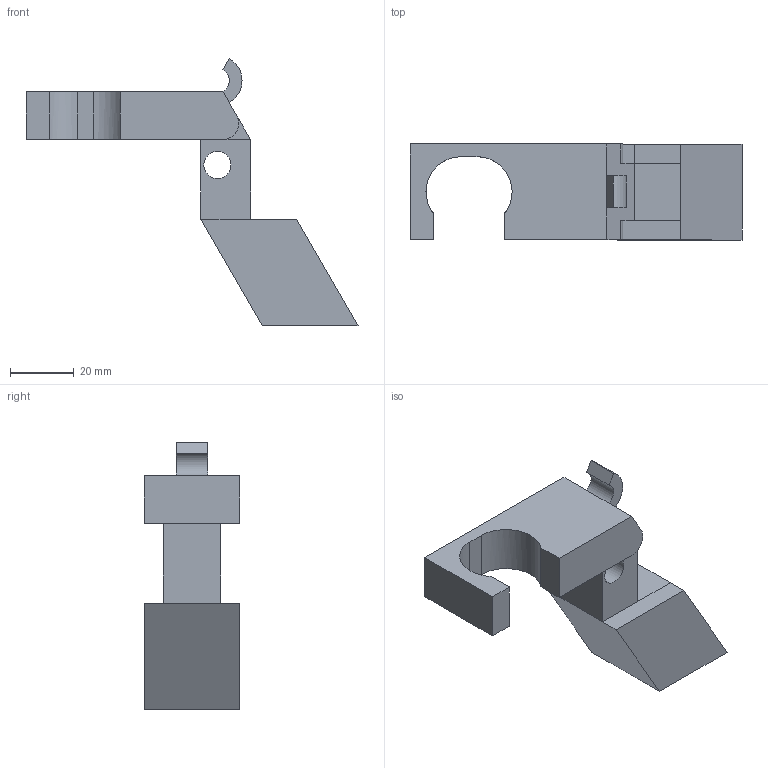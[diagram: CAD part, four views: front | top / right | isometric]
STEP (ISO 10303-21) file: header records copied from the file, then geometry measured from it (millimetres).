
FILE_DESCRIPTION(('FreeCAD Model'),'2;1');
FILE_NAME('Open CASCADE Shape Model','2023-01-07T15:48:24',(''),(''), 'Open CASCADE STEP processor 7.6','FreeCAD','Unknown');
FILE_SCHEMA(('AUTOMOTIVE_DESIGN { 1 0 10303 214 1 1 1 1 }'));
Length unit declared in the file: millimetre
Products named in the file (1): Body
Bounding box: 104 x 30 x 83.69 mm (x, y, z)
Volume: 56972.2 mm3; surface area: 14303.5 mm2
Topology: 1 solids, 1 shells, 43 faces, 107 edges, 66 vertices
Faces by surface type: plane 36, cylinder 7
Full cylindrical faces by diameter (mm): 8.5 x1
Entity records: 2690 total; most frequent: CARTESIAN_POINT 479, DIRECTION 417, LINE 289, VECTOR 289, ORIENTED_EDGE 214, PCURVE 214, DEFINITIONAL_REPRESENTATION 214, EDGE_CURVE 107
